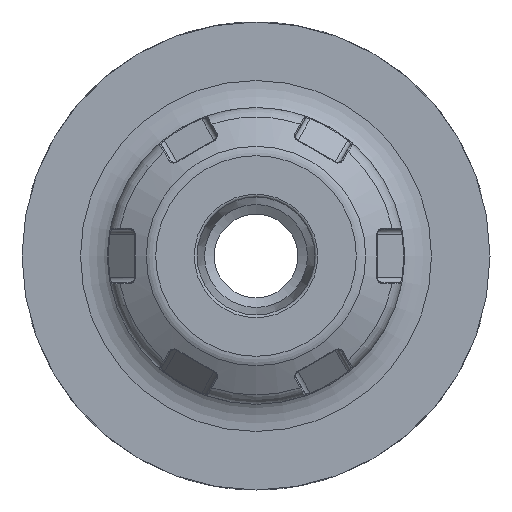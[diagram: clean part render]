
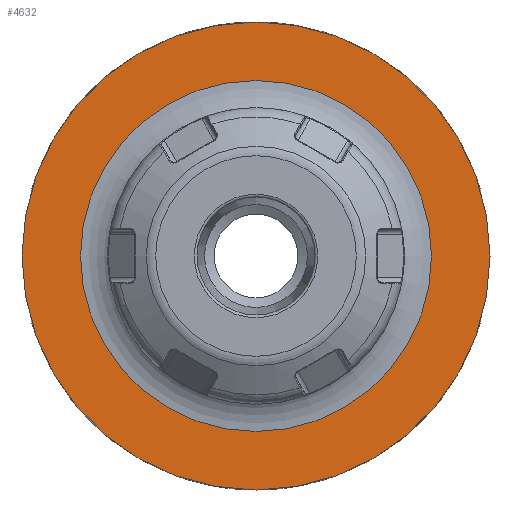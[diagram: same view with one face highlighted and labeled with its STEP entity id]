
A CAD part, left-side view. The second image highlights one B-rep face of the part: STEP entity #4632.
In plain terms, the highlighted planar face has unit normal (-1, 0, 0).
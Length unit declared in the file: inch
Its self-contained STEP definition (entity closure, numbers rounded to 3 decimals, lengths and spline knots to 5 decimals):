
#105=FACE_BOUND('',#782,.T.);
#184=PLANE('',#5028);
#513=FACE_OUTER_BOUND('',#781,.T.);
#781=EDGE_LOOP('',(#3998,#3999));
#782=EDGE_LOOP('',(#4000,#4001));
#966=CIRCLE('',#5026,0.73819);
#967=CIRCLE('',#5027,0.73819);
#968=CIRCLE('',#5029,0.98425);
#969=CIRCLE('',#5030,0.98425);
#2070=VERTEX_POINT('',#15416);
#2071=VERTEX_POINT('',#15418);
#2072=VERTEX_POINT('',#15422);
#2073=VERTEX_POINT('',#15423);
#2732=EDGE_CURVE('',#2071,#2070,#966,.T.);
#2733=EDGE_CURVE('',#2070,#2071,#967,.T.);
#2734=EDGE_CURVE('',#2072,#2073,#968,.T.);
#2735=EDGE_CURVE('',#2073,#2072,#969,.T.);
#3998=ORIENTED_EDGE('',*,*,#2734,.F.);
#3999=ORIENTED_EDGE('',*,*,#2735,.F.);
#4000=ORIENTED_EDGE('',*,*,#2732,.T.);
#4001=ORIENTED_EDGE('',*,*,#2733,.T.);
#4632=ADVANCED_FACE('',(#513,#105),#184,.T.);
#5026=AXIS2_PLACEMENT_3D('',#15419,#6003,#6004);
#5027=AXIS2_PLACEMENT_3D('',#15420,#6005,#6006);
#5028=AXIS2_PLACEMENT_3D('',#15421,#6007,#6008);
#5029=AXIS2_PLACEMENT_3D('',#15424,#6009,#6010);
#5030=AXIS2_PLACEMENT_3D('',#15425,#6011,#6012);
#6003=DIRECTION('center_axis',(1.,0.,0.));
#6004=DIRECTION('ref_axis',(0.,1.,0.));
#6005=DIRECTION('center_axis',(1.,0.,0.));
#6006=DIRECTION('ref_axis',(0.,1.,0.));
#6007=DIRECTION('center_axis',(-1.,0.,0.));
#6008=DIRECTION('ref_axis',(0.,0.,1.));
#6009=DIRECTION('center_axis',(1.,0.,0.));
#6010=DIRECTION('ref_axis',(0.,1.,0.));
#6011=DIRECTION('center_axis',(1.,0.,0.));
#6012=DIRECTION('ref_axis',(0.,1.,0.));
#15416=CARTESIAN_POINT('',(-0.7874,0.,0.73819));
#15418=CARTESIAN_POINT('',(-0.7874,0.73819,0.));
#15419=CARTESIAN_POINT('Origin',(-0.7874,0.,
0.));
#15420=CARTESIAN_POINT('Origin',(-0.7874,0.,
0.));
#15421=CARTESIAN_POINT('Origin',(-0.7874,0.86122,0.));
#15422=CARTESIAN_POINT('',(-0.7874,0.98425,0.));
#15423=CARTESIAN_POINT('',(-0.7874,-0.98425,0.));
#15424=CARTESIAN_POINT('Origin',(-0.7874,0.,
0.));
#15425=CARTESIAN_POINT('Origin',(-0.7874,0.,
0.));
